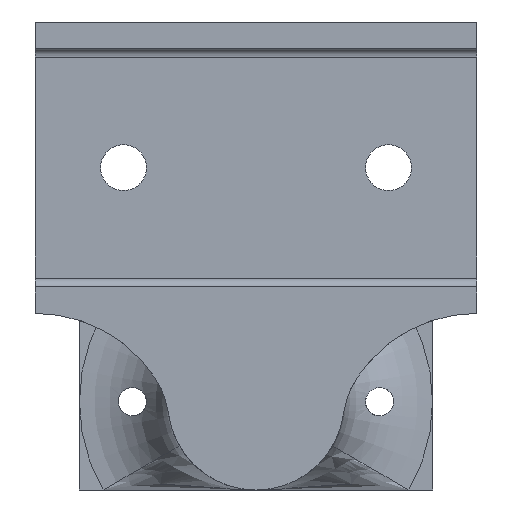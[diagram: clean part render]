
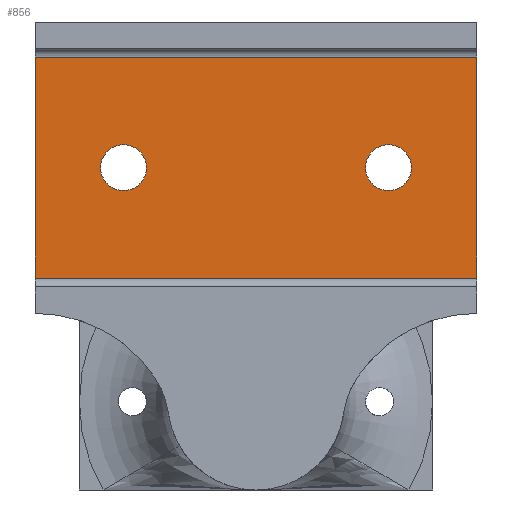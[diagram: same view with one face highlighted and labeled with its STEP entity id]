
A CAD part, front view. The second image highlights one B-rep face of the part: STEP entity #856.
In plain terms, the highlighted planar face has unit normal (0, -1, 0).
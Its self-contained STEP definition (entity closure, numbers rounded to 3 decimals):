
#6 = CARTESIAN_POINT ( 'NONE',  ( 0., 20., 0. ) ) ;
#10 = DIRECTION ( 'NONE',  ( 0., 0., 1. ) ) ;
#18 = EDGE_LOOP ( 'NONE', ( #858, #1252 ) ) ;
#65 = VERTEX_POINT ( 'NONE', #776 ) ;
#118 = DIRECTION ( 'NONE',  ( 0., 0., 1. ) ) ;
#136 = CIRCLE ( 'NONE', #1618, 2.6 ) ;
#151 = EDGE_CURVE ( 'NONE', #1574, #65, #773, .T. ) ;
#152 = VERTEX_POINT ( 'NONE', #628 ) ;
#159 = DIRECTION ( 'NONE',  ( 0., 0., 1. ) ) ;
#182 = ORIENTED_EDGE ( 'NONE', *, *, #151, .T. ) ;
#190 = VECTOR ( 'NONE', #1489, 1000. ) ;
#204 = EDGE_CURVE ( 'NONE', #1303, #559, #666, .T. ) ;
#216 = EDGE_CURVE ( 'NONE', #1574, #559, #1215, .T. ) ;
#280 = CIRCLE ( 'NONE', #835, 2.6 ) ;
#299 = CARTESIAN_POINT ( 'NONE',  ( 10., 20., -16.5 ) ) ;
#308 = DIRECTION ( 'NONE',  ( 0., 0., 1. ) ) ;
#328 = EDGE_CURVE ( 'NONE', #152, #1118, #838, .T. ) ;
#342 = CARTESIAN_POINT ( 'NONE',  ( 10., 20., -19.1 ) ) ;
#347 = DIRECTION ( 'NONE',  ( 0., 1., 0. ) ) ;
#348 = CARTESIAN_POINT ( 'NONE',  ( 50., 20., -29. ) ) ;
#358 = DIRECTION ( 'NONE',  ( 0., 0., -1. ) ) ;
#416 = DIRECTION ( 'NONE',  ( 0., 1., 0. ) ) ;
#441 = ORIENTED_EDGE ( 'NONE', *, *, #1363, .F. ) ;
#442 = FACE_BOUND ( 'NONE', #813, .T. ) ;
#477 = EDGE_CURVE ( 'NONE', #1806, #766, #136, .T. ) ;
#537 = EDGE_CURVE ( 'NONE', #766, #1806, #280, .T. ) ;
#549 = CARTESIAN_POINT ( 'NONE',  ( 0., 20., -33. ) ) ;
#551 = VECTOR ( 'NONE', #358, 1000. ) ;
#559 = VERTEX_POINT ( 'NONE', #1143 ) ;
#573 = LINE ( 'NONE', #549, #1120 ) ;
#596 = CARTESIAN_POINT ( 'NONE',  ( 40., 20., -16.5 ) ) ;
#603 = ORIENTED_EDGE ( 'NONE', *, *, #537, .T. ) ;
#628 = CARTESIAN_POINT ( 'NONE',  ( 10., 20., -13.9 ) ) ;
#666 = LINE ( 'NONE', #348, #1563 ) ;
#680 = ORIENTED_EDGE ( 'NONE', *, *, #477, .T. ) ;
#720 = AXIS2_PLACEMENT_3D ( 'NONE', #907, #347, #1043 ) ;
#766 = VERTEX_POINT ( 'NONE', #1249 ) ;
#773 = LINE ( 'NONE', #1765, #190 ) ;
#776 = CARTESIAN_POINT ( 'NONE',  ( 0., 20., -4. ) ) ;
#802 = CARTESIAN_POINT ( 'NONE',  ( 0., 20., -29. ) ) ;
#813 = EDGE_LOOP ( 'NONE', ( #680, #603 ) ) ;
#835 = AXIS2_PLACEMENT_3D ( 'NONE', #596, #1006, #1547 ) ;
#838 = CIRCLE ( 'NONE', #720, 2.6 ) ;
#850 = ORIENTED_EDGE ( 'NONE', *, *, #216, .F. ) ;
#856 = ADVANCED_FACE ( 'NONE', ( #1131, #442, #1258 ), #1415, .F. ) ;
#858 = ORIENTED_EDGE ( 'NONE', *, *, #328, .T. ) ;
#907 = CARTESIAN_POINT ( 'NONE',  ( 10., 20., -16.5 ) ) ;
#985 = ORIENTED_EDGE ( 'NONE', *, *, #204, .T. ) ;
#1006 = DIRECTION ( 'NONE',  ( 0., 1., 0. ) ) ;
#1043 = DIRECTION ( 'NONE',  ( 0., 0., 1. ) ) ;
#1051 = EDGE_LOOP ( 'NONE', ( #441, #985, #850, #182 ) ) ;
#1118 = VERTEX_POINT ( 'NONE', #342 ) ;
#1120 = VECTOR ( 'NONE', #10, 1000. ) ;
#1131 = FACE_BOUND ( 'NONE', #18, .T. ) ;
#1143 = CARTESIAN_POINT ( 'NONE',  ( 50., 20., -29. ) ) ;
#1151 = DIRECTION ( 'NONE',  ( 0., 1., 0. ) ) ;
#1215 = LINE ( 'NONE', #1333, #551 ) ;
#1219 = AXIS2_PLACEMENT_3D ( 'NONE', #6, #1405, #159 ) ;
#1241 = CARTESIAN_POINT ( 'NONE',  ( 50., 20., -4. ) ) ;
#1249 = CARTESIAN_POINT ( 'NONE',  ( 40., 20., -19.1 ) ) ;
#1252 = ORIENTED_EDGE ( 'NONE', *, *, #1659, .T. ) ;
#1258 = FACE_OUTER_BOUND ( 'NONE', #1051, .T. ) ;
#1287 = CIRCLE ( 'NONE', #1608, 2.6 ) ;
#1303 = VERTEX_POINT ( 'NONE', #802 ) ;
#1333 = CARTESIAN_POINT ( 'NONE',  ( 50., 20., -33. ) ) ;
#1363 = EDGE_CURVE ( 'NONE', #1303, #65, #573, .T. ) ;
#1405 = DIRECTION ( 'NONE',  ( 0., 1., 0. ) ) ;
#1415 = PLANE ( 'NONE',  #1219 ) ;
#1489 = DIRECTION ( 'NONE',  ( -1., 0., 0. ) ) ;
#1547 = DIRECTION ( 'NONE',  ( 0., 0., 1. ) ) ;
#1563 = VECTOR ( 'NONE', #1736, 1000. ) ;
#1574 = VERTEX_POINT ( 'NONE', #1241 ) ;
#1608 = AXIS2_PLACEMENT_3D ( 'NONE', #299, #1151, #308 ) ;
#1618 = AXIS2_PLACEMENT_3D ( 'NONE', #1625, #416, #118 ) ;
#1625 = CARTESIAN_POINT ( 'NONE',  ( 40., 20., -16.5 ) ) ;
#1651 = CARTESIAN_POINT ( 'NONE',  ( 40., 20., -13.9 ) ) ;
#1659 = EDGE_CURVE ( 'NONE', #1118, #152, #1287, .T. ) ;
#1736 = DIRECTION ( 'NONE',  ( 1., 0., 0. ) ) ;
#1765 = CARTESIAN_POINT ( 'NONE',  ( 0., 20., -4. ) ) ;
#1806 = VERTEX_POINT ( 'NONE', #1651 ) ;
